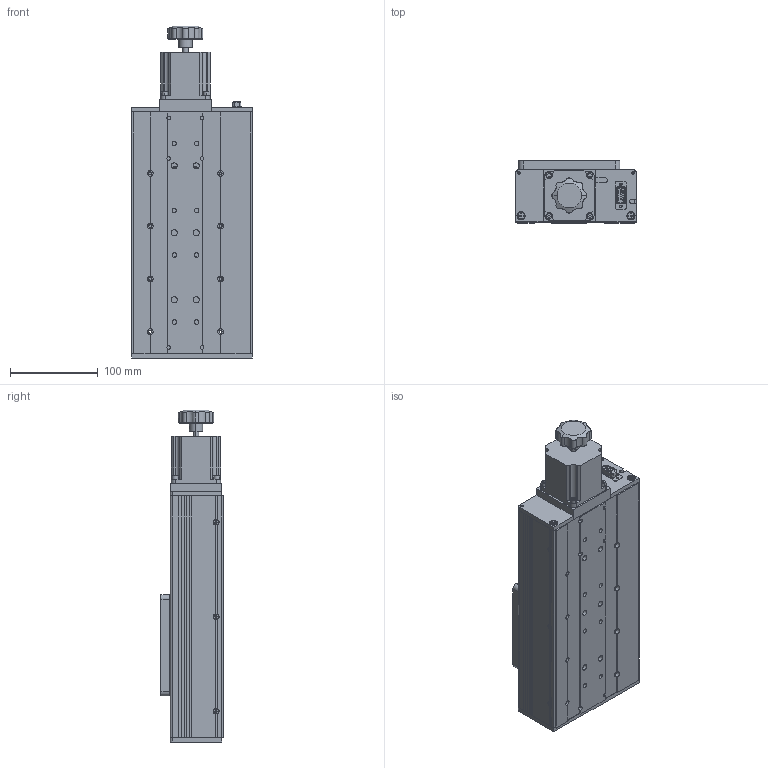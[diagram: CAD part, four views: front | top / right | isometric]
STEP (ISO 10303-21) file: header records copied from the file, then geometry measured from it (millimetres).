
FILE_DESCRIPTION (( 'STEP AP214' ), '1' );
FILE_NAME ('08HMT-100.STEP', '2018-09-26T08:45:44', ( '' ), ( '' ), 'SwSTEP 2.0', 'SolidWorks 2016', '' );
FILE_SCHEMA (( 'AUTOMOTIVE_DESIGN' ));
Length unit declared in the file: millimetre
Products named in the file (1): 08HMT-100
Bounding box: 137 x 71 x 377.8 mm (x, y, z)
Surface area: 272604.1 mm2 (no closed solid volume)
Topology: 0 solids, 42 shells, 760 faces, 2543 edges, 1811 vertices
Faces by surface type: plane 363, cylinder 279, cone 82, torus 28, sphere 8
Entity records: 36629 total; most frequent: CARTESIAN_POINT 5563, DIRECTION 4968, ORIENTED_EDGE 4175, EDGE_CURVE 2543, VERTEX_POINT 1811, AXIS2_PLACEMENT_3D 1732, VECTOR 1504, LINE 1504
